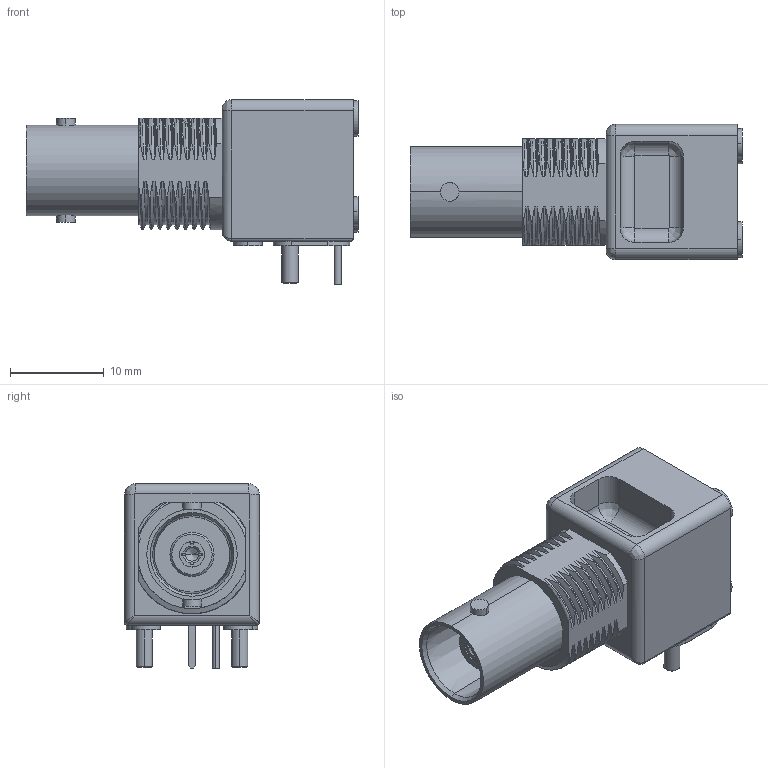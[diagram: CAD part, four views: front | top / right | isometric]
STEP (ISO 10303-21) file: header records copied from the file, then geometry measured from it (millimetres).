
FILE_DESCRIPTION((''),'2;1');
FILE_NAME('31-5640-1010_INST_SW0002','2023-03-14T18:26:41',('Thambi Raj'),(''),'CREO PARAMETRIC BY PTC INC, 2019444','CREO PARAMETRIC BY PTC INC, 2019444','');
FILE_SCHEMA(('CONFIG_CONTROL_DESIGN'));
Length unit declared in the file: millimetre
Products named in the file (1): 31-5640-1010_INST_SW0002
Bounding box: 35.4 x 14.4 x 19.7 mm (x, y, z)
Volume: 3387.1 mm3; surface area: 3057 mm2
Topology: 1 solids, 1 shells, 316 faces, 852 edges, 551 vertices
Faces by surface type: cylinder 101, bspline 95, plane 86, cone 29, torus 5
Entity records: 14875 total; most frequent: CARTESIAN_POINT 7560, ORIENTED_EDGE 1700, DIRECTION 1226, EDGE_CURVE 850, VERTEX_POINT 551, AXIS2_PLACEMENT_3D 424, VECTOR 378, LINE 378
